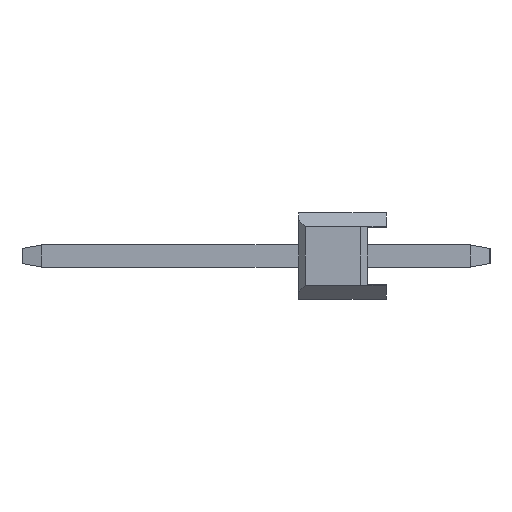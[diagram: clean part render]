
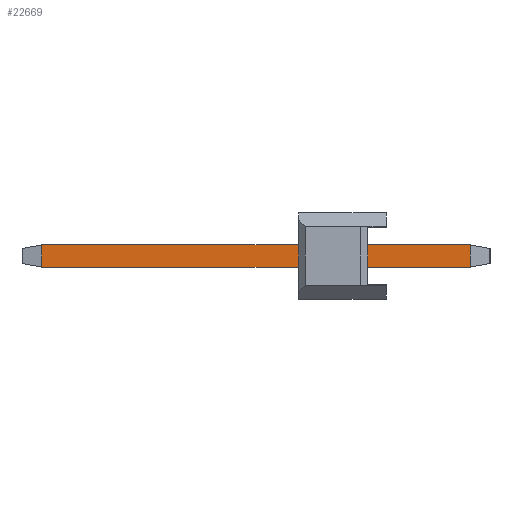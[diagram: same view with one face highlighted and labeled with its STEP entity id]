
A CAD part, left-side view. The second image highlights one B-rep face of the part: STEP entity #22669.
In plain terms, the highlighted planar face has unit normal (-1, 0, 0).
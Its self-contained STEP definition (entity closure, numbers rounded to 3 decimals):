
#319 = LINE ( 'NONE', #13679, #40475 ) ;
#1114 = DIRECTION ( 'NONE',  ( 1., 0., 0. ) ) ;
#1216 = EDGE_CURVE ( 'NONE', #32114, #29252, #10852, .T. ) ;
#2287 = VERTEX_POINT ( 'NONE', #13927 ) ;
#3995 = EDGE_CURVE ( 'NONE', #34473, #2287, #28976, .T. ) ;
#4416 = FACE_OUTER_BOUND ( 'NONE', #42070, .T. ) ;
#5665 = ORIENTED_EDGE ( 'NONE', *, *, #38726, .T. ) ;
#5905 = CARTESIAN_POINT ( 'NONE',  ( -0.32, 9.973, -0.32 ) ) ;
#6383 = ORIENTED_EDGE ( 'NONE', *, *, #27952, .T. ) ;
#9822 = VECTOR ( 'NONE', #19260, 1000. ) ;
#10852 = LINE ( 'NONE', #24225, #36677 ) ;
#12332 = DIRECTION ( 'NONE',  ( 0., -1., 0. ) ) ;
#13679 = CARTESIAN_POINT ( 'NONE',  ( -0.32, -2.433, 0.32 ) ) ;
#13927 = CARTESIAN_POINT ( 'NONE',  ( -0.32, -2.433, -0.32 ) ) ;
#14471 = DIRECTION ( 'NONE',  ( 0., 0., -1. ) ) ;
#17758 = PLANE ( 'NONE',  #32941 ) ;
#19260 = DIRECTION ( 'NONE',  ( 0., 0., -1. ) ) ;
#22669 = ADVANCED_FACE ( 'NONE', ( #4416 ), #17758, .F. ) ;
#24225 = CARTESIAN_POINT ( 'NONE',  ( -0.32, 10.54, 0.32 ) ) ;
#25064 = CARTESIAN_POINT ( 'NONE',  ( -0.32, -2.433, 0.32 ) ) ;
#27054 = DIRECTION ( 'NONE',  ( 0., 0., 1. ) ) ;
#27634 = ORIENTED_EDGE ( 'NONE', *, *, #3995, .T. ) ;
#27952 = EDGE_CURVE ( 'NONE', #2287, #29252, #319, .T. ) ;
#28976 = LINE ( 'NONE', #42328, #32926 ) ;
#29078 = CARTESIAN_POINT ( 'NONE',  ( -0.32, 9.973, -0.32 ) ) ;
#29252 = VERTEX_POINT ( 'NONE', #25064 ) ;
#31126 = CARTESIAN_POINT ( 'NONE',  ( -0.32, 10.54, 0.32 ) ) ;
#31415 = ORIENTED_EDGE ( 'NONE', *, *, #1216, .F. ) ;
#32114 = VERTEX_POINT ( 'NONE', #39720 ) ;
#32926 = VECTOR ( 'NONE', #12332, 1000. ) ;
#32941 = AXIS2_PLACEMENT_3D ( 'NONE', #31126, #1114, #14471 ) ;
#34473 = VERTEX_POINT ( 'NONE', #29078 ) ;
#35903 = LINE ( 'NONE', #5905, #9822 ) ;
#36677 = VECTOR ( 'NONE', #37567, 1000. ) ;
#37567 = DIRECTION ( 'NONE',  ( 0., -1., 0. ) ) ;
#38726 = EDGE_CURVE ( 'NONE', #32114, #34473, #35903, .T. ) ;
#39720 = CARTESIAN_POINT ( 'NONE',  ( -0.32, 9.973, 0.32 ) ) ;
#40475 = VECTOR ( 'NONE', #27054, 1000. ) ;
#42070 = EDGE_LOOP ( 'NONE', ( #27634, #6383, #31415, #5665 ) ) ;
#42328 = CARTESIAN_POINT ( 'NONE',  ( -0.32, 10.54, -0.32 ) ) ;
